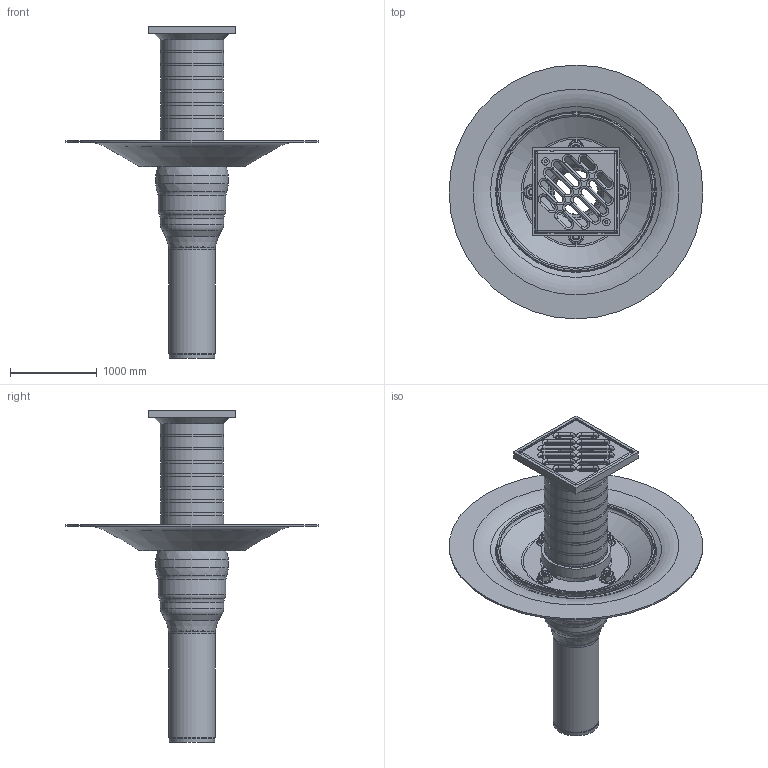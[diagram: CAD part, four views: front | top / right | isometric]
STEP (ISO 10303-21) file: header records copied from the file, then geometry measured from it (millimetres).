
FILE_DESCRIPTION(/* description */ (''),/* implementation_level */ '2;1');
FILE_NAME(/* name */ '19200.050X_3D.stp',/* time_stamp */ '2024-12-12T07:53:13+01:00',/* author */ ('CAD'),/* organization */ (''),/* preprocessor_version */ 'ST-DEVELOPER v20',/* originating_system */ 'AutoCAD Mechanical',/* authorisation */ '');
FILE_SCHEMA (('AUTOMOTIVE_DESIGN { 1 0 10303 214 3 1 1 }'));
Length unit declared in the file: centimetre
Products named in the file (2): Product; *S0
Assembly tree (1 placements, depth 2):
  Product
    *S0
Bounding box: 2920 x 2920 x 3820 mm (x, y, z)
Volume: 414157769.4 mm3; surface area: 42287545.2 mm2
Topology: 16 solids, 16 shells, 625 faces, 1423 edges, 868 vertices
Faces by surface type: cylinder 203, plane 201, cone 129, torus 76, bspline 8, sphere 8
Full cylindrical faces by diameter (mm): 35 x2, 66.47 x4, 80 x4, 85 x2, 110 x4, 510 x1, 530 x1, 706 x1, 720 x8, 730 x10, 734 x1, 756 x1, 758 x1, 782 x1, 800 x1, 808 x1, 820 x1, 832 x1, 2920 x1
Entity records: 18634 total; most frequent: CARTESIAN_POINT 4173, DIRECTION 3209, ORIENTED_EDGE 2846, EDGE_CURVE 1423, AXIS2_PLACEMENT_3D 1294, VERTEX_POINT 868, EDGE_LOOP 717, CIRCLE 674
